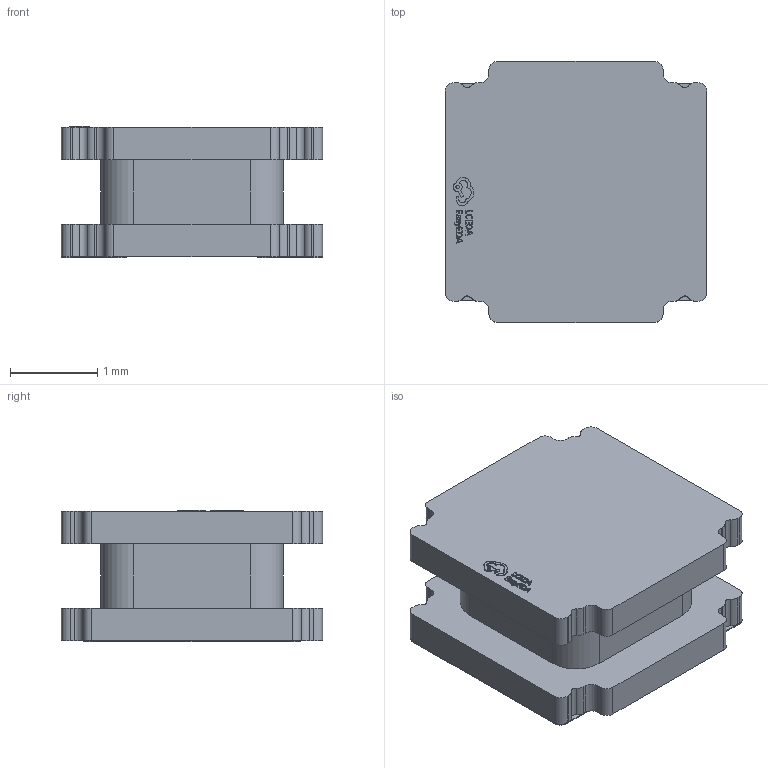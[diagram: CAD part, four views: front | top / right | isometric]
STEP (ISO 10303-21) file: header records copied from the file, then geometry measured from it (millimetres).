
FILE_DESCRIPTION (( 'STEP AP214' ), '1' );
FILE_NAME ('3D_PCB1_2025-05-12(1).STEP', '2025-05-12T07:27:04', ( '' ), ( '' ), 'SwSTEP 2.0', 'SolidWorks 2022', '' );
FILE_SCHEMA (( 'AUTOMOTIVE_DESIGN' ));
Length unit declared in the file: millimetre
Products named in the file (3): COMPOUND^复件 EMLJ-L1-IND-SMD_L3.0-W3.0_MPIT3015_3D_PCB1_2025-05-12(1); 复件 EMLJ-L1-IND-SMD_L3.0-W3.0_MPIT3015^3D_PCB1_2025-05-12(1); 3D_PCB1_2025-05-12(1)
Assembly tree (2 placements, depth 3):
  3D_PCB1_2025-05-12(1)
    复件 EMLJ-L1-IND-SMD_L3.0-W3.0_MPIT3015^3D_PCB1_2025-05-12(1)
      COMPOUND^复件 EMLJ-L1-IND-SMD_L3.0-W3.0_MPIT3015_3D_PCB1_2025-05-12(1)
Bounding box: 3 x 3 x 1.51 mm (x, y, z)
Volume: 9.6 mm3; surface area: 64.7 mm2
Topology: 5 solids, 5 shells, 397 faces, 1083 edges, 722 vertices
Faces by surface type: plane 225, bspline 112, cylinder 60
Entity records: 14849 total; most frequent: CARTESIAN_POINT 4312, ORIENTED_EDGE 2166, DIRECTION 1557, EDGE_CURVE 1083, LINE 735, VECTOR 735, VERTEX_POINT 722, EDGE_LOOP 423
